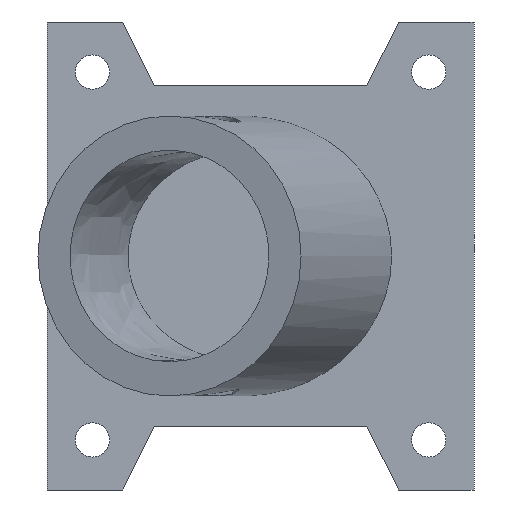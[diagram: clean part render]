
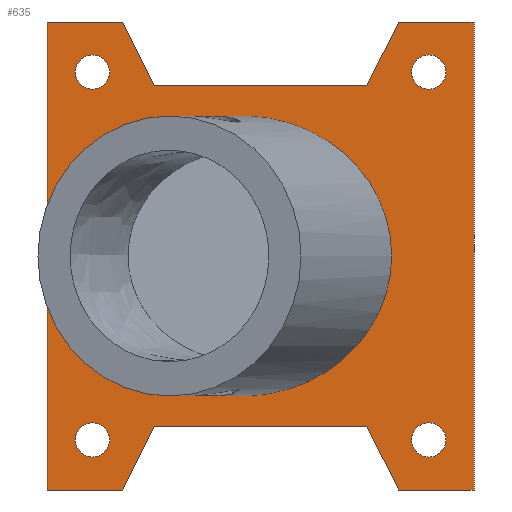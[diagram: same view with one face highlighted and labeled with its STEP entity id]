
A CAD part, front view. The second image highlights one B-rep face of the part: STEP entity #635.
In plain terms, the highlighted planar face has unit normal (0, -1, 0).
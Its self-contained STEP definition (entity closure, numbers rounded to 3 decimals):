
#15=ELLIPSE('',#693,10.855,10.2);
#33=PLANE('',#688);
#50=CIRCLE('',#689,1.25);
#51=CIRCLE('',#690,1.25);
#52=CIRCLE('',#691,1.25);
#53=CIRCLE('',#692,1.25);
#60=LINE('',#1081,#116);
#64=LINE('',#1089,#120);
#67=LINE('',#1095,#123);
#70=LINE('',#1101,#126);
#73=LINE('',#1107,#129);
#76=LINE('',#1113,#132);
#79=LINE('',#1119,#135);
#82=LINE('',#1125,#138);
#85=LINE('',#1131,#141);
#88=LINE('',#1137,#144);
#91=LINE('',#1143,#147);
#94=LINE('',#1148,#150);
#116=VECTOR('',#732,5.5);
#120=VECTOR('',#738,34.1);
#123=VECTOR('',#743,5.5);
#126=VECTOR('',#748,5.188);
#129=VECTOR('',#753,15.5);
#132=VECTOR('',#758,5.188);
#135=VECTOR('',#763,5.5);
#138=VECTOR('',#768,34.1);
#141=VECTOR('',#773,5.5);
#144=VECTOR('',#778,5.188);
#147=VECTOR('',#783,15.5);
#150=VECTOR('',#788,5.188);
#183=FACE_BOUND('',#249,.T.);
#184=FACE_BOUND('',#250,.T.);
#185=FACE_BOUND('',#251,.T.);
#186=FACE_BOUND('',#252,.T.);
#187=FACE_BOUND('',#253,.T.);
#209=FACE_OUTER_BOUND('',#248,.T.);
#248=EDGE_LOOP('',(#523,#524,#525,#526,#527,#528,#529,#530,#531,#532,#533,
#534));
#249=EDGE_LOOP('',(#535));
#250=EDGE_LOOP('',(#536));
#251=EDGE_LOOP('',(#537));
#252=EDGE_LOOP('',(#538));
#253=EDGE_LOOP('',(#539));
#301=VERTEX_POINT('',#1079);
#302=VERTEX_POINT('',#1080);
#305=VERTEX_POINT('',#1088);
#307=VERTEX_POINT('',#1094);
#309=VERTEX_POINT('',#1100);
#311=VERTEX_POINT('',#1106);
#313=VERTEX_POINT('',#1112);
#315=VERTEX_POINT('',#1118);
#317=VERTEX_POINT('',#1124);
#319=VERTEX_POINT('',#1130);
#321=VERTEX_POINT('',#1136);
#323=VERTEX_POINT('',#1142);
#329=VERTEX_POINT('',#1160);
#330=VERTEX_POINT('',#1162);
#331=VERTEX_POINT('',#1164);
#332=VERTEX_POINT('',#1166);
#333=VERTEX_POINT('',#1168);
#364=EDGE_CURVE('',#301,#302,#60,.T.);
#368=EDGE_CURVE('',#302,#305,#64,.T.);
#371=EDGE_CURVE('',#305,#307,#67,.T.);
#374=EDGE_CURVE('',#307,#309,#70,.T.);
#377=EDGE_CURVE('',#309,#311,#73,.T.);
#380=EDGE_CURVE('',#311,#313,#76,.T.);
#383=EDGE_CURVE('',#313,#315,#79,.T.);
#386=EDGE_CURVE('',#315,#317,#82,.T.);
#389=EDGE_CURVE('',#317,#319,#85,.T.);
#392=EDGE_CURVE('',#319,#321,#88,.T.);
#395=EDGE_CURVE('',#321,#323,#91,.T.);
#398=EDGE_CURVE('',#323,#301,#94,.T.);
#404=EDGE_CURVE('',#329,#329,#50,.T.);
#405=EDGE_CURVE('',#330,#330,#51,.T.);
#406=EDGE_CURVE('',#331,#331,#52,.T.);
#407=EDGE_CURVE('',#332,#332,#53,.T.);
#408=EDGE_CURVE('',#333,#333,#15,.F.);
#523=ORIENTED_EDGE('',*,*,#364,.F.);
#524=ORIENTED_EDGE('',*,*,#398,.F.);
#525=ORIENTED_EDGE('',*,*,#395,.F.);
#526=ORIENTED_EDGE('',*,*,#392,.F.);
#527=ORIENTED_EDGE('',*,*,#389,.F.);
#528=ORIENTED_EDGE('',*,*,#386,.F.);
#529=ORIENTED_EDGE('',*,*,#383,.F.);
#530=ORIENTED_EDGE('',*,*,#380,.F.);
#531=ORIENTED_EDGE('',*,*,#377,.F.);
#532=ORIENTED_EDGE('',*,*,#374,.F.);
#533=ORIENTED_EDGE('',*,*,#371,.F.);
#534=ORIENTED_EDGE('',*,*,#368,.F.);
#535=ORIENTED_EDGE('',*,*,#404,.F.);
#536=ORIENTED_EDGE('',*,*,#405,.F.);
#537=ORIENTED_EDGE('',*,*,#406,.F.);
#538=ORIENTED_EDGE('',*,*,#407,.F.);
#539=ORIENTED_EDGE('',*,*,#408,.T.);
#635=ADVANCED_FACE('',(#209,#183,#184,#185,#186,#187),#33,.T.);
#688=AXIS2_PLACEMENT_3D('',#1159,#800,#801);
#689=AXIS2_PLACEMENT_3D('',#1161,#802,#803);
#690=AXIS2_PLACEMENT_3D('',#1163,#804,#805);
#691=AXIS2_PLACEMENT_3D('',#1165,#806,#807);
#692=AXIS2_PLACEMENT_3D('',#1167,#808,#809);
#693=AXIS2_PLACEMENT_3D('',#1169,#810,#811);
#732=DIRECTION('',(-1.,0.,0.));
#738=DIRECTION('',(0.,0.,1.));
#743=DIRECTION('',(1.,0.,0.));
#748=DIRECTION('',(0.443,0.,-0.896));
#753=DIRECTION('',(1.,0.,0.));
#758=DIRECTION('',(0.443,0.,0.896));
#763=DIRECTION('',(1.,0.,0.));
#768=DIRECTION('',(0.,0.,-1.));
#773=DIRECTION('',(-1.,0.,0.));
#778=DIRECTION('',(-0.443,0.,0.896));
#783=DIRECTION('',(-1.,0.,0.));
#788=DIRECTION('',(-0.443,0.,-0.896));
#800=DIRECTION('center_axis',(0.,-1.,0.));
#801=DIRECTION('ref_axis',(0.,0.,-1.));
#802=DIRECTION('center_axis',(0.,-1.,0.));
#803=DIRECTION('ref_axis',(0.,0.,-1.));
#804=DIRECTION('center_axis',(0.,-1.,0.));
#805=DIRECTION('ref_axis',(0.,0.,-1.));
#806=DIRECTION('center_axis',(0.,-1.,0.));
#807=DIRECTION('ref_axis',(0.,0.,-1.));
#808=DIRECTION('center_axis',(0.,-1.,0.));
#809=DIRECTION('ref_axis',(0.,0.,-1.));
#810=DIRECTION('center_axis',(0.,-1.,0.));
#811=DIRECTION('ref_axis',(1.,0.,0.));
#1079=CARTESIAN_POINT('',(-10.05,0.,-17.05));
#1080=CARTESIAN_POINT('',(-15.55,0.,-17.05));
#1081=CARTESIAN_POINT('',(-10.05,0.,-17.05));
#1088=CARTESIAN_POINT('',(-15.55,0.,17.05));
#1089=CARTESIAN_POINT('',(-15.55,0.,-17.05));
#1094=CARTESIAN_POINT('',(-10.05,0.,17.05));
#1095=CARTESIAN_POINT('',(-15.55,0.,17.05));
#1100=CARTESIAN_POINT('',(-7.75,0.,12.4));
#1101=CARTESIAN_POINT('',(-10.05,0.,17.05));
#1106=CARTESIAN_POINT('',(7.75,0.,12.4));
#1107=CARTESIAN_POINT('',(-7.75,0.,12.4));
#1112=CARTESIAN_POINT('',(10.05,0.,17.05));
#1113=CARTESIAN_POINT('',(7.75,0.,12.4));
#1118=CARTESIAN_POINT('',(15.55,0.,17.05));
#1119=CARTESIAN_POINT('',(10.05,0.,17.05));
#1124=CARTESIAN_POINT('',(15.55,0.,-17.05));
#1125=CARTESIAN_POINT('',(15.55,0.,17.05));
#1130=CARTESIAN_POINT('',(10.05,0.,-17.05));
#1131=CARTESIAN_POINT('',(15.55,0.,-17.05));
#1136=CARTESIAN_POINT('',(7.75,0.,-12.4));
#1137=CARTESIAN_POINT('',(10.05,0.,-17.05));
#1142=CARTESIAN_POINT('',(-7.75,0.,-12.4));
#1143=CARTESIAN_POINT('',(7.75,0.,-12.4));
#1148=CARTESIAN_POINT('',(-7.75,0.,-12.4));
#1159=CARTESIAN_POINT('Origin',(0.,0.,0.));
#1160=CARTESIAN_POINT('',(12.25,0.,-14.65));
#1161=CARTESIAN_POINT('Origin',(12.25,0.,-13.4));
#1162=CARTESIAN_POINT('',(12.25,0.,12.15));
#1163=CARTESIAN_POINT('Origin',(12.25,0.,13.4));
#1164=CARTESIAN_POINT('',(-12.25,0.,12.15));
#1165=CARTESIAN_POINT('Origin',(-12.25,0.,13.4));
#1166=CARTESIAN_POINT('',(-12.25,0.,-14.65));
#1167=CARTESIAN_POINT('Origin',(-12.25,0.,-13.4));
#1168=CARTESIAN_POINT('',(9.55,0.,0.));
#1169=CARTESIAN_POINT('Origin',(-1.305,0.,0.));
